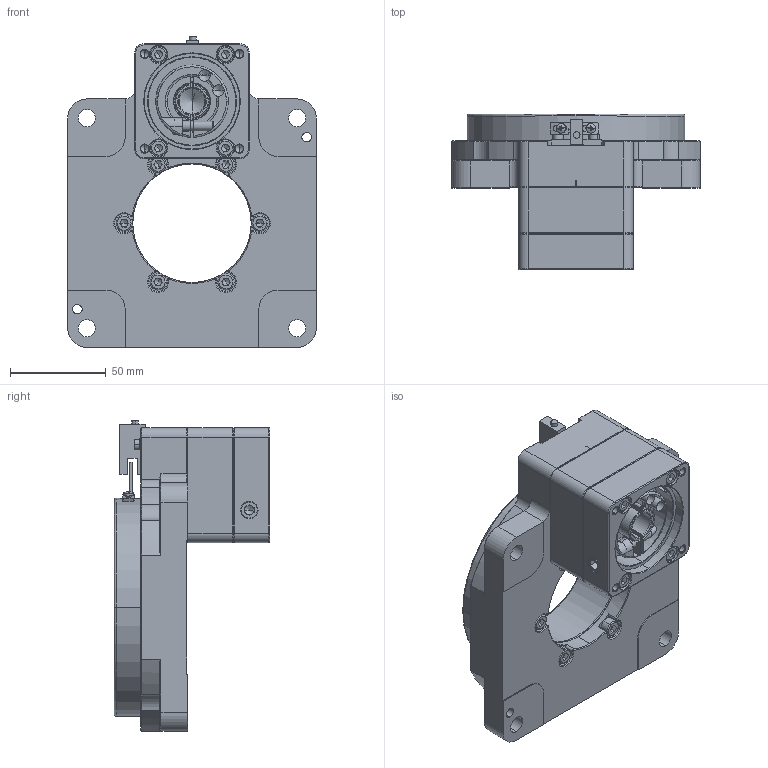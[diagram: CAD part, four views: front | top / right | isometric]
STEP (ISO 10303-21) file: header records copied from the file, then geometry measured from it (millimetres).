
FILE_DESCRIPTION (( 'STEP AP203' ), '1' );
FILE_NAME ('GN130-10-SC-V2.step', '2022-05-21T07:43:15', ( 'Microsoft' ), ( 'Microsoft' ), 'SwSTEP 2.0', 'SolidWorks 2019', '' );
FILE_SCHEMA (( 'CONFIG_CONTROL_DESIGN' ));
Length unit declared in the file: millimetre
Products named in the file (2): GN130-10-SC-V2
Bounding box: 130 x 81.5 x 162.65 mm (x, y, z)
Volume: 487657 mm3; surface area: 153333.4 mm2
Topology: 28 solids, 28 shells, 1251 faces, 2976 edges, 1767 vertices
Faces by surface type: plane 420, cylinder 409, cone 341, torus 77, sphere 4
Entity records: 36228 total; most frequent: CARTESIAN_POINT 6904, DIRECTION 6566, ORIENTED_EDGE 5748, EDGE_CURVE 2874, AXIS2_PLACEMENT_3D 2582, VERTEX_POINT 1767, EDGE_LOOP 1411, VECTOR 1402
